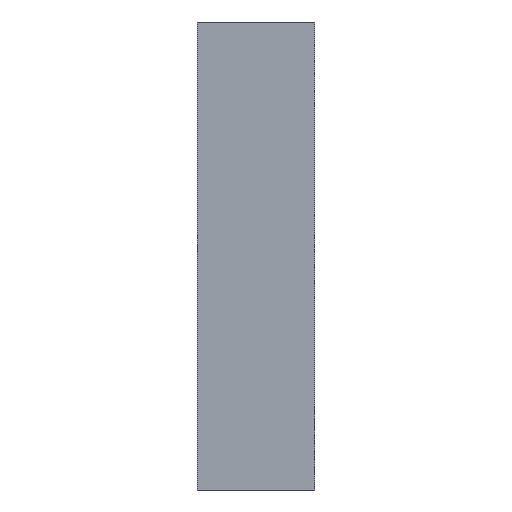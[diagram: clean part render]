
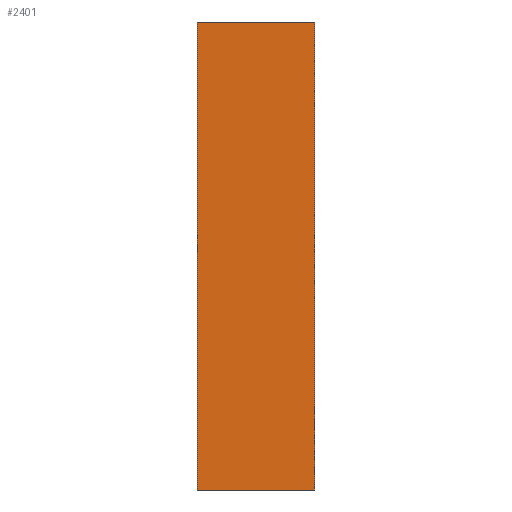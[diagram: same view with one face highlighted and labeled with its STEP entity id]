
A CAD part, left-side view. The second image highlights one B-rep face of the part: STEP entity #2401.
In plain terms, the highlighted planar face has unit normal (-1, 0, 0).
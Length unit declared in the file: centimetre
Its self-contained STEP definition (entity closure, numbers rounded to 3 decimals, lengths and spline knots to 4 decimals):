
#396=PLANE('',#2553);
#433=VECTOR('',#2638,1.);
#473=VECTOR('',#2707,1.);
#622=VECTOR('',#3010,1.);
#623=VECTOR('',#3012,1.);
#658=LINE('',#3131,#433);
#698=LINE('',#3248,#473);
#847=LINE('',#3603,#622);
#848=LINE('',#3605,#623);
#888=VERTEX_POINT('',#3130);
#889=VERTEX_POINT('',#3132);
#948=VERTEX_POINT('',#3246);
#950=VERTEX_POINT('',#3249);
#1147=EDGE_CURVE('',#889,#888,#658,.T.);
#1213=EDGE_CURVE('',#950,#948,#698,.T.);
#1392=EDGE_CURVE('',#888,#950,#847,.T.);
#1393=EDGE_CURVE('',#889,#948,#848,.T.);
#1980=ORIENTED_EDGE('',*,*,#1213,.T.);
#1981=ORIENTED_EDGE('',*,*,#1393,.F.);
#1982=ORIENTED_EDGE('',*,*,#1147,.T.);
#1983=ORIENTED_EDGE('',*,*,#1392,.T.);
#2131=EDGE_LOOP('',(#1980,#1981,#1982,#1983));
#2279=FACE_BOUND('',#2131,.T.);
#2401=ADVANCED_FACE('',(#2279),#396,.T.);
#2553=AXIS2_PLACEMENT_3D('',#3606,#3013,$);
#2638=DIRECTION('',(0.,0.,1.));
#2707=DIRECTION('',(0.,0.,-1.));
#3010=DIRECTION('',(0.,1.,0.));
#3012=DIRECTION('',(0.,1.,0.));
#3013=DIRECTION('',(-1.,0.,0.));
#3130=CARTESIAN_POINT('',(-5.,0.,3.));
#3131=CARTESIAN_POINT('',(-5.,0.,-3.));
#3132=CARTESIAN_POINT('',(-5.,0.,-3.));
#3246=CARTESIAN_POINT('',(-5.,1.5,-3.));
#3248=CARTESIAN_POINT('',(-5.,1.5,-3.));
#3249=CARTESIAN_POINT('',(-5.,1.5,3.));
#3603=CARTESIAN_POINT('',(-5.,0.,3.));
#3605=CARTESIAN_POINT('',(-5.,0.,-3.));
#3606=CARTESIAN_POINT('',(-5.,0.,0.));
